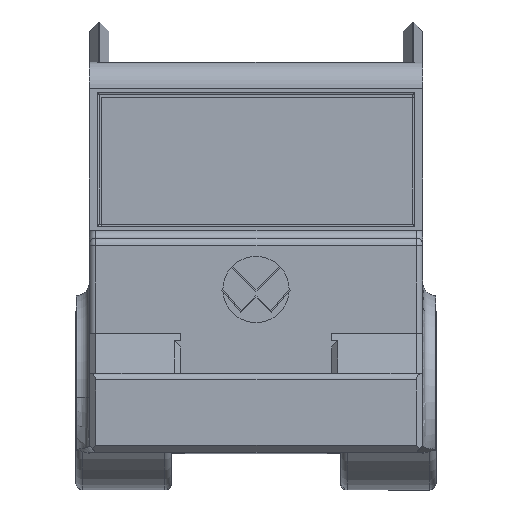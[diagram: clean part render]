
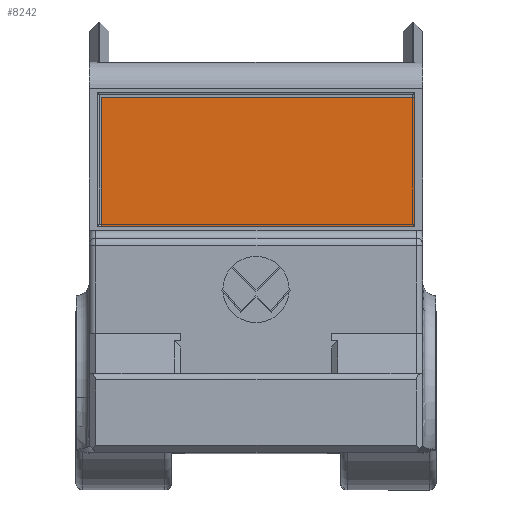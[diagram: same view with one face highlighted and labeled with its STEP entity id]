
A CAD part, top view. The second image highlights one B-rep face of the part: STEP entity #8242.
In plain terms, the highlighted planar face has unit normal (0, 0, 1).
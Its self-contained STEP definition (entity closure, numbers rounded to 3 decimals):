
#68 = VERTEX_POINT ( 'NONE', #3663 ) ;
#275 = DIRECTION ( 'NONE',  ( 0., 1., 0. ) ) ;
#396 = DIRECTION ( 'NONE',  ( 0., -1., 0. ) ) ;
#493 = CARTESIAN_POINT ( 'NONE',  ( 2390.36, 0., 10. ) ) ;
#686 = VECTOR ( 'NONE', #5926, 1000. ) ;
#1008 = ORIENTED_EDGE ( 'NONE', *, *, #5687, .T. ) ;
#1020 = CARTESIAN_POINT ( 'NONE',  ( 0., 0., 10. ) ) ;
#1161 = ORIENTED_EDGE ( 'NONE', *, *, #12229, .T. ) ;
#1539 = VERTEX_POINT ( 'NONE', #493 ) ;
#3061 = CARTESIAN_POINT ( 'NONE',  ( 0., 0., 10. ) ) ;
#3353 = VECTOR ( 'NONE', #6346, 1000. ) ;
#3601 = EDGE_LOOP ( 'NONE', ( #11978, #9163, #1161, #1008 ) ) ;
#3663 = CARTESIAN_POINT ( 'NONE',  ( 0., 0., 10. ) ) ;
#3953 = LINE ( 'NONE', #11812, #686 ) ;
#4354 = VECTOR ( 'NONE', #396, 1000. ) ;
#4466 = CARTESIAN_POINT ( 'NONE',  ( 2390.36, 988.43, 10. ) ) ;
#5380 = FACE_OUTER_BOUND ( 'NONE', #3601, .T. ) ;
#5672 = PLANE ( 'NONE',  #11705 ) ;
#5687 = EDGE_CURVE ( 'NONE', #7685, #10689, #3953, .T. ) ;
#5926 = DIRECTION ( 'NONE',  ( -1., 0., 0. ) ) ;
#6346 = DIRECTION ( 'NONE',  ( 1., 0., 0. ) ) ;
#6487 = LINE ( 'NONE', #7226, #3353 ) ;
#7103 = CARTESIAN_POINT ( 'NONE',  ( 0., 988.43, 10. ) ) ;
#7226 = CARTESIAN_POINT ( 'NONE',  ( 0., 0., 10. ) ) ;
#7462 = EDGE_CURVE ( 'NONE', #10689, #68, #11677, .T. ) ;
#7685 = VERTEX_POINT ( 'NONE', #4466 ) ;
#7707 = DIRECTION ( 'NONE',  ( -1., 0., 0. ) ) ;
#8242 = ADVANCED_FACE ( 'NONE', ( #5380 ), #5672, .F. ) ;
#9163 = ORIENTED_EDGE ( 'NONE', *, *, #12354, .T. ) ;
#10240 = LINE ( 'NONE', #10973, #10390 ) ;
#10390 = VECTOR ( 'NONE', #275, 1000. ) ;
#10689 = VERTEX_POINT ( 'NONE', #7103 ) ;
#10973 = CARTESIAN_POINT ( 'NONE',  ( 2390.36, 0., 10. ) ) ;
#11430 = DIRECTION ( 'NONE',  ( 0., 0., -1. ) ) ;
#11677 = LINE ( 'NONE', #3061, #4354 ) ;
#11705 = AXIS2_PLACEMENT_3D ( 'NONE', #1020, #11430, #7707 ) ;
#11812 = CARTESIAN_POINT ( 'NONE',  ( 0., 988.43, 10. ) ) ;
#11978 = ORIENTED_EDGE ( 'NONE', *, *, #7462, .T. ) ;
#12229 = EDGE_CURVE ( 'NONE', #1539, #7685, #10240, .T. ) ;
#12354 = EDGE_CURVE ( 'NONE', #68, #1539, #6487, .T. ) ;
